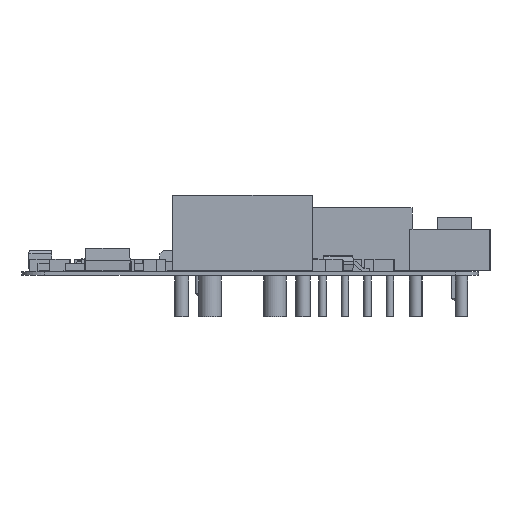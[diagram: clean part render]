
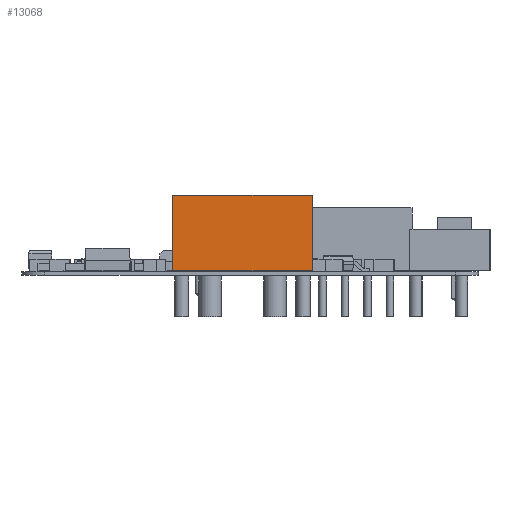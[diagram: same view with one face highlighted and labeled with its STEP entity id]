
A CAD part, left-side view. The second image highlights one B-rep face of the part: STEP entity #13068.
In plain terms, the highlighted face is planar.
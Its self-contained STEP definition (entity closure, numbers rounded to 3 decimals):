
#13068 = ADVANCED_FACE('',(#13069),#13103,.T.);
#13069 = FACE_BOUND('',#13070,.T.);
#13070 = EDGE_LOOP('',(#13071,#13081,#13089,#13097));
#13071 = ORIENTED_EDGE('',*,*,#13072,.T.);
#13072 = EDGE_CURVE('',#13073,#13075,#13077,.T.);
#13073 = VERTEX_POINT('',#13074);
#13074 = CARTESIAN_POINT('',(-7.75,16.35,0.));
#13075 = VERTEX_POINT('',#13076);
#13076 = CARTESIAN_POINT('',(-7.75,16.35,8.4));
#13077 = LINE('',#13078,#13079);
#13078 = CARTESIAN_POINT('',(-7.75,16.35,0.));
#13079 = VECTOR('',#13080,1.);
#13080 = DIRECTION('',(0.,0.,1.));
#13081 = ORIENTED_EDGE('',*,*,#13082,.T.);
#13082 = EDGE_CURVE('',#13075,#13083,#13085,.T.);
#13083 = VERTEX_POINT('',#13084);
#13084 = CARTESIAN_POINT('',(7.75,16.35,8.4));
#13085 = LINE('',#13086,#13087);
#13086 = CARTESIAN_POINT('',(-7.75,16.35,8.4));
#13087 = VECTOR('',#13088,1.);
#13088 = DIRECTION('',(1.,0.,0.));
#13089 = ORIENTED_EDGE('',*,*,#13090,.F.);
#13090 = EDGE_CURVE('',#13091,#13083,#13093,.T.);
#13091 = VERTEX_POINT('',#13092);
#13092 = CARTESIAN_POINT('',(7.75,16.35,0.));
#13093 = LINE('',#13094,#13095);
#13094 = CARTESIAN_POINT('',(7.75,16.35,0.));
#13095 = VECTOR('',#13096,1.);
#13096 = DIRECTION('',(0.,0.,1.));
#13097 = ORIENTED_EDGE('',*,*,#13098,.F.);
#13098 = EDGE_CURVE('',#13073,#13091,#13099,.T.);
#13099 = LINE('',#13100,#13101);
#13100 = CARTESIAN_POINT('',(-7.75,16.35,0.));
#13101 = VECTOR('',#13102,1.);
#13102 = DIRECTION('',(1.,0.,0.));
#13103 = PLANE('',#13104);
#13104 = AXIS2_PLACEMENT_3D('',#13105,#13106,#13107);
#13105 = CARTESIAN_POINT('',(-7.75,16.35,0.));
#13106 = DIRECTION('',(0.,1.,0.));
#13107 = DIRECTION('',(1.,0.,0.));
